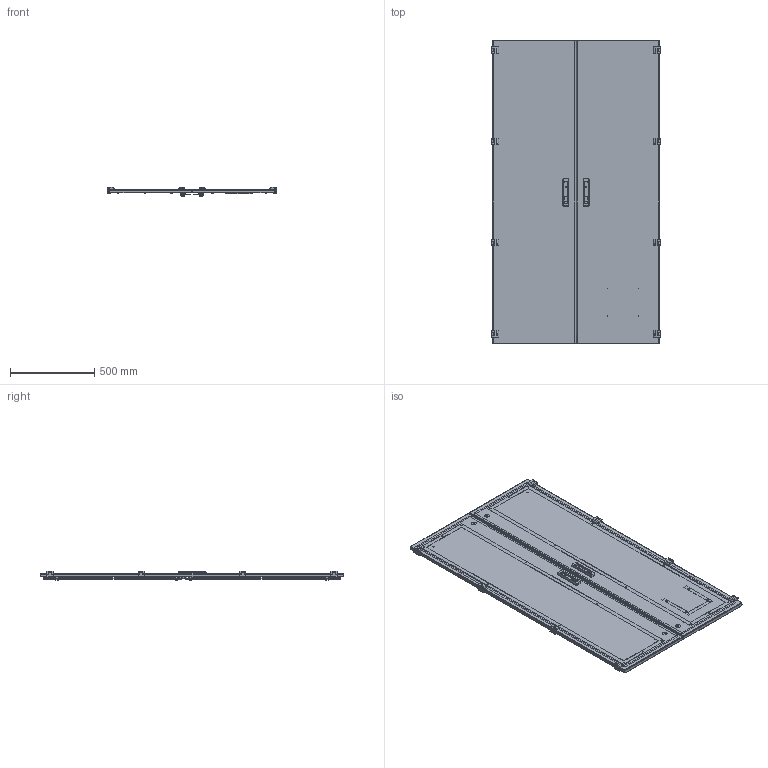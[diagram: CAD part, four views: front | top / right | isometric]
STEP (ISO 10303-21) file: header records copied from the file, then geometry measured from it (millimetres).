
FILE_DESCRIPTION (( 'STEP AP203' ), '1' );
FILE_NAME ('Êîìïëåêò äâåðåé FORT äëÿ êîðïóñà âûñîòîé 1800 è øèðèíîé 1000 IP54 EKF PROxima.STEP', '2021-05-25T06:40:45', ( '' ), ( '' ), 'SwSTEP 2.0', 'SolidWorks 2021', '' );
FILE_SCHEMA (( 'CONFIG_CONTROL_DESIGN' ));
Length unit declared in the file: millimetre
Products named in the file (31): Øïèëüêà ïðèâàðíàÿ Ì6õ20 DIN 13918; ÌÈ-1293.02.01.001 Äâåðü ïðàâàÿ 500õ1800; Óãëîâàÿ ïåòëÿ Àòîñ; ÌÈ-1238.02.00.004 Ïðîôèëü äâåðíîé ìàëûé 500; Ìåõàíèçì äâåðè Àòîñ; 幄鍧 獲闃 900; îñü ïåòëè; Êîìïëåêò äâåðåé FORT äëÿ êîðïóñà âûñîòîé 1800 è øèðèíîé 1000 IP54 EKF PROxima; êîðïóñ ïåòëè1; 昈-1238.02.00.002 忺謽鳧; Çàìîê â ñáîðå Àòîñ; countersunk raised head cross recess screw_din_DIN EN ISO 7047 - M4 x 8 - Z - 8N; ÌÈ-1293.02.01.000 ÑÁ Äâåðü ïðàâàÿ 500õ1800 â ñáîðå; Çàìîê â ñáîðå Àòîñ ëåâûé; hex flange nut_din_Hexagon Flange Nut DIN 6923 - M6 - N; Äåðæàòåëü øòîêà; ÌÈ-1293.02.02.001 Äâåðü ëåâàÿ 500õ1800; hex thin nut gradeb_din_Hexagon Nut ISO 4036 - M6 - N; Øïèëüêà ïðèâàðíàÿ Ì6õ25 DIN 13918; pan head cross collar screw_din_DIN 967 - M4 x 16 - Z --- 14.6N; countersunk raised head cross recess screw_din_DIN EN ISO 7047 - M4 x 10 - Z - 10N; Øïèëüêà Ì6õ12; îñíîâàíèå ïåòëè1; 剒蜲錪 獲闃; ÓÊ íà äâåðü 500õ1800; 幄鍧 獲闃 800; ÌÈ-1293.02.02.000 ÑÁ Äâåðü ëåâàÿ 500õ1800 â ñáîðå; ÌÈ-983.02.00.005 Óãîëîê ìîíòàæíûé; Äåðæàòåëü òÿãè àòîñ; Êîðïóñ äâåðíîé ðó÷êè Àòîñ; ÌÈ-1021.02.00.003 Ïðîôèëü äâåðíîé áîëüøîé 1800
Assembly tree (120 placements, depth 4):
  Êîìïëåêò äâåðåé FORT äëÿ êîðïóñà âûñîòîé 1800 è øèðèíîé 1000 IP54 EKF PROxima
    ÌÈ-1293.02.01.000 ÑÁ Äâåðü ïðàâàÿ 500õ1800 â ñáîðå
      ÌÈ-1293.02.01.001 Äâåðü ïðàâàÿ 500õ1800
      ÓÊ íà äâåðü 500õ1800
      Óãëîâàÿ ïåòëÿ Àòîñ  x4
        îñíîâàíèå ïåòëè1
        êîðïóñ ïåòëè1
        îñü ïåòëè
      Øïèëüêà Ì6õ12  x5
      Çàìîê â ñáîðå Àòîñ
        Êîðïóñ äâåðíîé ðó÷êè Àòîñ
        Ìåõàíèçì äâåðè Àòîñ
        剒蜲錪 獲闃
        pan head cross collar screw_din_DIN 967 - M4 x 16 - Z --- 14.6N  x2
      Äåðæàòåëü òÿãè àòîñ  x2
      hex thin nut gradeb_din_Hexagon Nut ISO 4036 - M6 - N  x2
      幄鍧 獲闃 800
      幄鍧 獲闃 900
      countersunk raised head cross recess screw_din_DIN EN ISO 7047 - M4 x 10 - Z - 10N  x2
      Øïèëüêà ïðèâàðíàÿ Ì6õ25 DIN 13918  x2
      Äåðæàòåëü øòîêà  x2
      ÌÈ-983.02.00.005 Óãîëîê ìîíòàæíûé  x4
      Øïèëüêà ïðèâàðíàÿ Ì6õ20 DIN 13918  x10
      ÌÈ-1238.02.00.004 Ïðîôèëü äâåðíîé ìàëûé 500  x2
      ÌÈ-1021.02.00.003 Ïðîôèëü äâåðíîé áîëüøîé 1800  x2
      hex flange nut_din_Hexagon Flange Nut DIN 6923 - M6 - N  x14
      昈-1238.02.00.002 忺謽鳧
    ÌÈ-1293.02.02.000 ÑÁ Äâåðü ëåâàÿ 500õ1800 â ñáîðå
      ÌÈ-1293.02.02.001 Äâåðü ëåâàÿ 500õ1800
      Çàìîê â ñáîðå Àòîñ ëåâûé
        Êîðïóñ äâåðíîé ðó÷êè Àòîñ
        Ìåõàíèçì äâåðè Àòîñ
        剒蜲錪 獲闃
        pan head cross collar screw_din_DIN 967 - M4 x 16 - Z --- 14.6N  x2
      Óãëîâàÿ ïåòëÿ Àòîñ  x4
        îñíîâàíèå ïåòëè1
        êîðïóñ ïåòëè1
        îñü ïåòëè
      Øïèëüêà Ì6õ12
      Øïèëüêà ïðèâàðíàÿ Ì6õ20 DIN 13918  x10
      Øïèëüêà ïðèâàðíàÿ Ì6õ25 DIN 13918  x2
      Äåðæàòåëü òÿãè àòîñ  x2
      hex thin nut gradeb_din_Hexagon Nut ISO 4036 - M6 - N  x2
      幄鍧 獲闃 800
      幄鍧 獲闃 900
      Äåðæàòåëü øòîêà  x2
      ÌÈ-983.02.00.005 Óãîëîê ìîíòàæíûé  x4
      ÌÈ-1021.02.00.003 Ïðîôèëü äâåðíîé áîëüøîé 1800  x2
      ÌÈ-1238.02.00.004 Ïðîôèëü äâåðíîé ìàëûé 500  x2
      countersunk raised head cross recess screw_din_DIN EN ISO 7047 - M4 x 8 - Z - 8N  x2
      hex flange nut_din_Hexagon Flange Nut DIN 6923 - M6 - N  x10
      ÓÊ íà äâåðü 500õ1800
Bounding box: 999.5 x 1800 x 58.1 mm (x, y, z)
Volume: 5660853.6 mm3; surface area: 5351883.6 mm2
Topology: 129 solids, 129 shells, 4091 faces, 9745 edges, 6006 vertices
Faces by surface type: plane 1673, cylinder 1602, cone 420, bspline 300, torus 80, sphere 16
Entity records: 41079 total; most frequent: CARTESIAN_POINT 9288, DIRECTION 5702, ORIENTED_EDGE 5158, EDGE_CURVE 2579, AXIS2_PLACEMENT_3D 2188, VERTEX_POINT 1604, EDGE_LOOP 1359, VECTOR 1326
